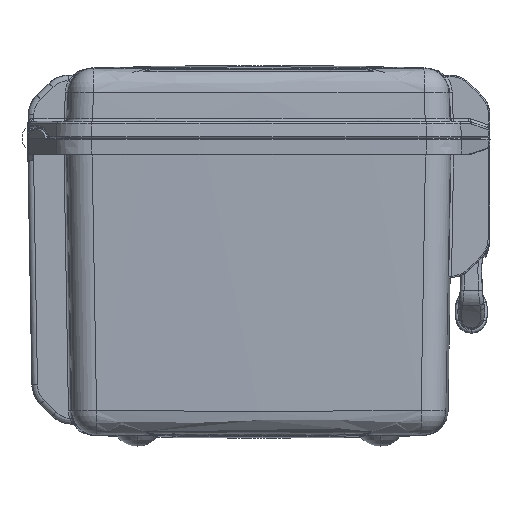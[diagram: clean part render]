
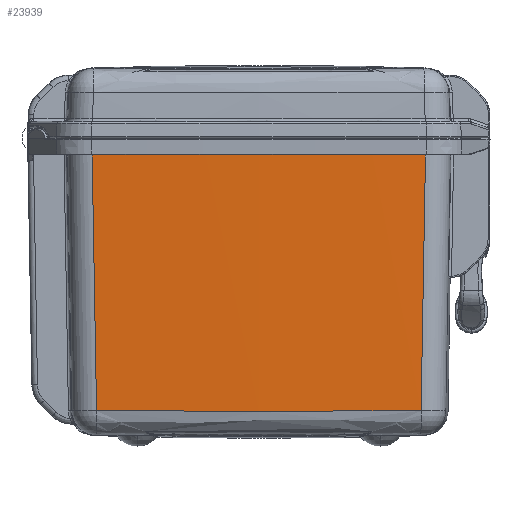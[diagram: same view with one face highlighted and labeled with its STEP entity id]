
A CAD part, left-side view. The second image highlights one B-rep face of the part: STEP entity #23939.
In plain terms, the highlighted conical face has half-angle 1 degrees and reference radius 5899.34 mm.
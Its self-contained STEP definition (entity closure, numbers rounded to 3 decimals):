
#1600=CARTESIAN_POINT('',(5702.583,0.,-3.5));
#1601=DIRECTION('',(0.,0.,1.));
#1602=DIRECTION('',(-1.,0.,0.));
#1603=AXIS2_PLACEMENT_3D('',#1600,#1601,#1602);
#1605=CARTESIAN_POINT('',(5702.583,0.,-3.5));
#1606=DIRECTION('',(0.,0.,1.));
#1607=DIRECTION('',(-1.,0.02,0.));
#1608=AXIS2_PLACEMENT_3D('',#1605,#1606,#1607);
#2534=CARTESIAN_POINT('',(-193.943,-116.281,
-195.415));
#2535=CARTESIAN_POINT('',(-194.308,-116.648,
-174.091));
#2536=CARTESIAN_POINT('',(-195.037,-117.381,
-131.44));
#2537=CARTESIAN_POINT('',(-196.132,-118.48,-67.469));
#2538=CARTESIAN_POINT('',(-196.862,-119.212,
-24.823));
#2539=CARTESIAN_POINT('',(-197.227,-119.579,
-3.5));
#2541=CARTESIAN_POINT('',(-195.084,0.,
-195.718));
#2542=CARTESIAN_POINT('',(-195.084,-19.382,
-195.718));
#2543=CARTESIAN_POINT('',(-194.894,-58.145,
-195.662));
#2544=CARTESIAN_POINT('',(-194.323,-96.903,
-195.502));
#2545=CARTESIAN_POINT('',(-193.943,-116.281,
-195.415));
#2547=CARTESIAN_POINT('',(-193.943,116.281,
-195.415));
#2548=CARTESIAN_POINT('',(-194.704,77.526,
-195.589));
#2549=CARTESIAN_POINT('',(-195.084,38.763,
-195.718));
#2550=CARTESIAN_POINT('',(-195.084,0.,
-195.718));
#2552=CARTESIAN_POINT('',(-197.227,119.579,
-3.5));
#2553=CARTESIAN_POINT('',(-196.862,119.212,
-24.823));
#2554=CARTESIAN_POINT('',(-196.132,118.48,
-67.469));
#2555=CARTESIAN_POINT('',(-195.037,117.381,
-131.44));
#2556=CARTESIAN_POINT('',(-194.308,116.648,
-174.091));
#2557=CARTESIAN_POINT('',(-193.943,116.281,
-195.415));
#16130=VERTEX_POINT('',#2534);
#16131=VERTEX_POINT('',#2539);
#16132=CARTESIAN_POINT('',(-198.439,0.,
-3.5));
#16133=VERTEX_POINT('',#16132);
#16134=CARTESIAN_POINT('',(-197.227,119.579,
-3.5));
#16135=VERTEX_POINT('',#16134);
#16136=VERTEX_POINT('',#2557);
#16137=VERTEX_POINT('',#2550);
#23926=CARTESIAN_POINT('',(5702.583,0.,-99.607));
#23927=DIRECTION('',(0.,0.,1.));
#23928=DIRECTION('',(1.,0.,0.));
#23929=AXIS2_PLACEMENT_3D('',#23926,#23927,#23928);
#23930=CONICAL_SURFACE('',#23929,5899.345,1.);
#23931=ORIENTED_EDGE('',*,*,#21815,.F.);
#23932=ORIENTED_EDGE('',*,*,#22993,.F.);
#23933=ORIENTED_EDGE('',*,*,#22991,.F.);
#23934=ORIENTED_EDGE('',*,*,#23917,.F.);
#23935=ORIENTED_EDGE('',*,*,#21755,.T.);
#23936=ORIENTED_EDGE('',*,*,#21753,.T.);
#23937=EDGE_LOOP('',(#23931,#23932,#23933,#23934,#23935,#23936));
#23938=FACE_OUTER_BOUND('',#23937,.F.);
#1604=CIRCLE('',#1603,5901.022);
#1609=CIRCLE('',#1608,5901.022);
#2540=B_SPLINE_CURVE_WITH_KNOTS('',3,(#2534,#2535,#2536,#2537,#2538,#2539),
.UNSPECIFIED.,.F.,.F.,(4,1,1,4),(0.,0.333,0.667,1.),
.UNSPECIFIED.);
#2546=B_SPLINE_CURVE_WITH_KNOTS('',3,(#2541,#2542,#2543,#2544,#2545),
.UNSPECIFIED.,.F.,.F.,(4,1,4),(0.,0.5,1.),.UNSPECIFIED.);
#2551=B_SPLINE_CURVE_WITH_KNOTS('',3,(#2547,#2548,#2549,#2550),.UNSPECIFIED.,
.F.,.F.,(4,4),(0.,1.),.UNSPECIFIED.);
#2558=B_SPLINE_CURVE_WITH_KNOTS('',3,(#2552,#2553,#2554,#2555,#2556,#2557),
.UNSPECIFIED.,.F.,.F.,(4,1,1,4),(0.,0.333,0.667,1.),
.UNSPECIFIED.);
#21753=EDGE_CURVE('',#16133,#16131,#1604,.T.);
#21755=EDGE_CURVE('',#16135,#16133,#1609,.T.);
#21815=EDGE_CURVE('',#16130,#16131,#2540,.T.);
#22991=EDGE_CURVE('',#16136,#16137,#2551,.T.);
#22993=EDGE_CURVE('',#16137,#16130,#2546,.T.);
#23917=EDGE_CURVE('',#16135,#16136,#2558,.T.);
#23939=ADVANCED_FACE('',(#23938),#23930,.T.);
